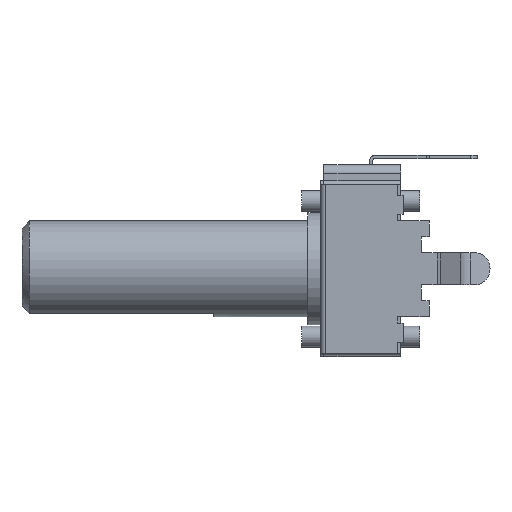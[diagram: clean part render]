
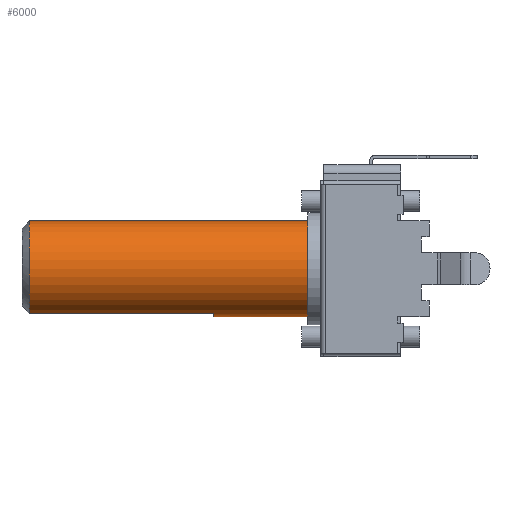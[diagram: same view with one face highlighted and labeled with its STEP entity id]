
A CAD part, left-side view. The second image highlights one B-rep face of the part: STEP entity #6000.
In plain terms, the highlighted cylindrical face has radius 3 mm (diameter 6 mm), a partial arc.
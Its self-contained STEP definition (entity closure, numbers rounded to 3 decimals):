
#4 = EDGE_CURVE ( 'NONE', #3922, #4968, #5910, .T. ) ;
#70 = CARTESIAN_POINT ( 'NONE',  ( 0., 59.485, 3. ) ) ;
#87 = CARTESIAN_POINT ( 'NONE',  ( -1.026, 13.5, -2.819 ) ) ;
#188 = CARTESIAN_POINT ( 'NONE',  ( 0., 13.5, 0. ) ) ;
#678 = DIRECTION ( 'NONE',  ( 1., 0., 0. ) ) ;
#850 = CARTESIAN_POINT ( 'NONE',  ( 0., 7.6, 3. ) ) ;
#942 = VECTOR ( 'NONE', #4917, 1000. ) ;
#1169 = EDGE_CURVE ( 'NONE', #4136, #3707, #2409, .T. ) ;
#1267 = CARTESIAN_POINT ( 'NONE',  ( 0., 25.05, 0. ) ) ;
#1543 = EDGE_CURVE ( 'NONE', #3922, #4136, #4222, .T. ) ;
#1633 = VECTOR ( 'NONE', #2515, 1000. ) ;
#1634 = CARTESIAN_POINT ( 'NONE',  ( -1.026, 25.05, -2.819 ) ) ;
#1695 = DIRECTION ( 'NONE',  ( 0., 1., 0. ) ) ;
#2147 = ORIENTED_EDGE ( 'NONE', *, *, #6286, .T. ) ;
#2233 = AXIS2_PLACEMENT_3D ( 'NONE', #4361, #3351, #2435 ) ;
#2280 = DIRECTION ( 'NONE',  ( 0., 0., -1. ) ) ;
#2409 = LINE ( 'NONE', #87, #942 ) ;
#2435 = DIRECTION ( 'NONE',  ( 0., 0., 1. ) ) ;
#2515 = DIRECTION ( 'NONE',  ( 0., -1., 0. ) ) ;
#2664 = ORIENTED_EDGE ( 'NONE', *, *, #1543, .F. ) ;
#2811 = DIRECTION ( 'NONE',  ( 0., -1., 0. ) ) ;
#2915 = DIRECTION ( 'NONE',  ( 0., -1., 0. ) ) ;
#2939 = AXIS2_PLACEMENT_3D ( 'NONE', #5863, #2915, #3436 ) ;
#3029 = CARTESIAN_POINT ( 'NONE',  ( -1.026, 13.5, -2.819 ) ) ;
#3048 = CARTESIAN_POINT ( 'NONE',  ( 0., 7.6, -3. ) ) ;
#3050 = EDGE_CURVE ( 'NONE', #4968, #3578, #5060, .T. ) ;
#3351 = DIRECTION ( 'NONE',  ( 0., 1., 0. ) ) ;
#3436 = DIRECTION ( 'NONE',  ( 0., 0., -1. ) ) ;
#3525 = ORIENTED_EDGE ( 'NONE', *, *, #3050, .T. ) ;
#3578 = VERTEX_POINT ( 'NONE', #850 ) ;
#3707 = VERTEX_POINT ( 'NONE', #1634 ) ;
#3922 = VERTEX_POINT ( 'NONE', #4655 ) ;
#3971 = AXIS2_PLACEMENT_3D ( 'NONE', #1267, #2811, #2280 ) ;
#4025 = EDGE_LOOP ( 'NONE', ( #4407, #2147, #5274, #2664, #4220, #3525 ) ) ;
#4102 = AXIS2_PLACEMENT_3D ( 'NONE', #188, #1695, #678 ) ;
#4136 = VERTEX_POINT ( 'NONE', #3029 ) ;
#4187 = CYLINDRICAL_SURFACE ( 'NONE', #2939, 3. ) ;
#4220 = ORIENTED_EDGE ( 'NONE', *, *, #4, .T. ) ;
#4222 = CIRCLE ( 'NONE', #4102, 3. ) ;
#4361 = CARTESIAN_POINT ( 'NONE',  ( 0., 7.6, 0. ) ) ;
#4407 = ORIENTED_EDGE ( 'NONE', *, *, #6062, .F. ) ;
#4655 = CARTESIAN_POINT ( 'NONE',  ( 0., 13.5, -3. ) ) ;
#4917 = DIRECTION ( 'NONE',  ( 0., 1., 0. ) ) ;
#4968 = VERTEX_POINT ( 'NONE', #3048 ) ;
#5060 = CIRCLE ( 'NONE', #2233, 3. ) ;
#5067 = VECTOR ( 'NONE', #5410, 1000. ) ;
#5274 = ORIENTED_EDGE ( 'NONE', *, *, #1169, .F. ) ;
#5317 = FACE_OUTER_BOUND ( 'NONE', #4025, .T. ) ;
#5410 = DIRECTION ( 'NONE',  ( 0., -1., 0. ) ) ;
#5614 = CIRCLE ( 'NONE', #3971, 3. ) ;
#5850 = CARTESIAN_POINT ( 'NONE',  ( 0., 59.485, -3. ) ) ;
#5863 = CARTESIAN_POINT ( 'NONE',  ( 0., 59.485, 0. ) ) ;
#5885 = CARTESIAN_POINT ( 'NONE',  ( 0., 25.05, 3. ) ) ;
#5910 = LINE ( 'NONE', #5850, #5067 ) ;
#6000 = ADVANCED_FACE ( 'NONE', ( #5317 ), #4187, .T. ) ;
#6010 = LINE ( 'NONE', #70, #1633 ) ;
#6062 = EDGE_CURVE ( 'NONE', #6072, #3578, #6010, .T. ) ;
#6072 = VERTEX_POINT ( 'NONE', #5885 ) ;
#6286 = EDGE_CURVE ( 'NONE', #6072, #3707, #5614, .T. ) ;
